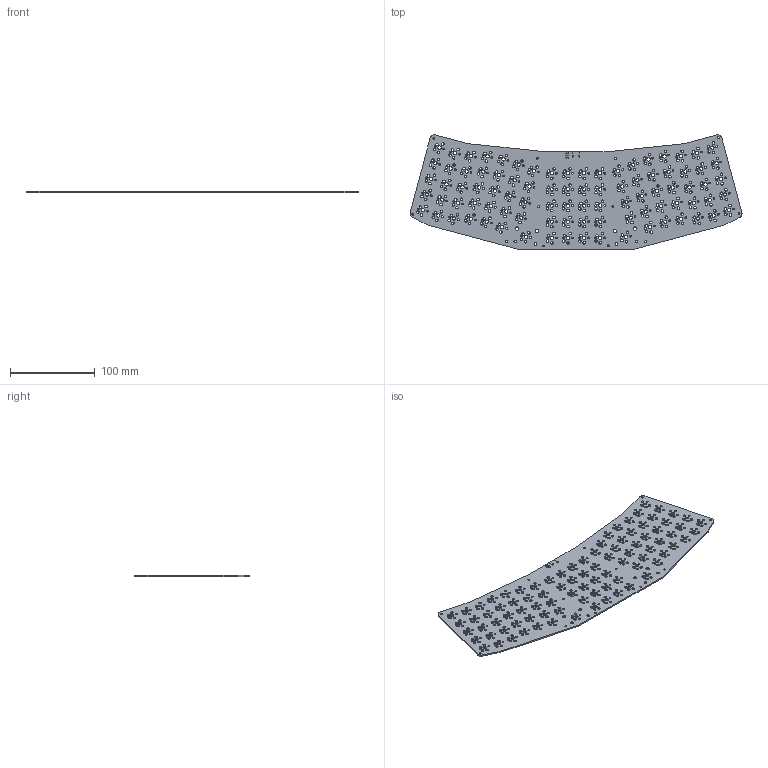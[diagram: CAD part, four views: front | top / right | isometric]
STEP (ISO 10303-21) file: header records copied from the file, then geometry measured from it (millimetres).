
FILE_DESCRIPTION(('FreeCAD Model'),'2;1');
FILE_NAME('Open CASCADE Shape Model','2021-10-31T20:30:05',('Author'),( ''),'Open CASCADE STEP processor 7.5','FreeCAD','Unknown');
FILE_SCHEMA(('AUTOMOTIVE_DESIGN { 1 0 10303 214 1 1 1 1 }'));
Length unit declared in the file: millimetre
Products named in the file (5): superlyra-hs; Board_Geoms_4efd; Local_CS_4efd; Pcb_4efd; PCB_Sketch_4efd
Assembly tree (4 placements, depth 3):
  superlyra-hs
    Board_Geoms_4efd
      Local_CS_4efd
      Pcb_4efd
      PCB_Sketch_4efd
Bounding box: 391.08 x 134.76 x 1.6 mm (x, y, z)
Volume: 59167.3 mm3; surface area: 84960.7 mm2
Topology: 1 solids, 1 shells, 1062 faces, 3198 edges, 2156 vertices
Faces by surface type: cylinder 1040, plane 22
Full cylindrical faces by diameter (mm): 0.65 x2, 1 x6, 2.2 x12, 3 x360, 3.048 x4, 3.988 x4, 4 x90
Entity records: 39979 total; most frequent: DIRECTION 7418, CARTESIAN_POINT 6421, ORIENTED_EDGE 6360, EDGE_CURVE 3180, AXIS2_PLACEMENT_3D 3153, FACE_BOUND 2386, EDGE_LOOP 2386, VERTEX_POINT 2120
